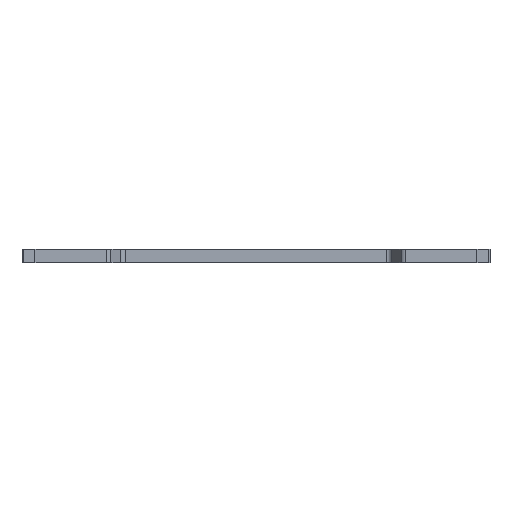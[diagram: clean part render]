
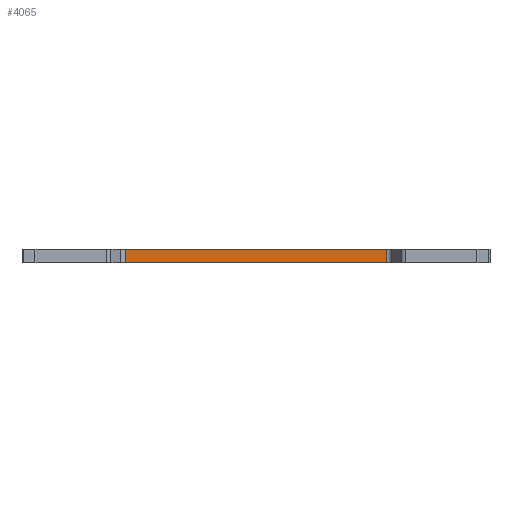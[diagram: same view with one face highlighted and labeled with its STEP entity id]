
A CAD part, left-side view. The second image highlights one B-rep face of the part: STEP entity #4065.
In plain terms, the highlighted planar face has unit normal (-1, 0, 0).
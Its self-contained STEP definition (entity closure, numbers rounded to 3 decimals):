
#549=FACE_OUTER_BOUND('',#790,.T.);
#790=EDGE_LOOP('',(#3313,#3314,#3315,#3316));
#952=LINE('',#5985,#1313);
#1106=LINE('',#6524,#1467);
#1162=LINE('',#6747,#1523);
#1163=LINE('',#6750,#1524);
#1313=VECTOR('',#4700,10.);
#1467=VECTOR('',#5266,10.);
#1523=VECTOR('',#5452,10.);
#1524=VECTOR('',#5457,10.);
#1671=VERTEX_POINT('',#5981);
#1672=VERTEX_POINT('',#5983);
#1851=VERTEX_POINT('',#6523);
#1953=VERTEX_POINT('',#6746);
#2080=EDGE_CURVE('',#1671,#1672,#952,.T.);
#2346=EDGE_CURVE('',#1851,#1671,#1106,.T.);
#2459=EDGE_CURVE('',#1851,#1953,#1162,.T.);
#2461=EDGE_CURVE('',#1953,#1672,#1163,.T.);
#3313=ORIENTED_EDGE('',*,*,#2459,.F.);
#3314=ORIENTED_EDGE('',*,*,#2346,.T.);
#3315=ORIENTED_EDGE('',*,*,#2080,.T.);
#3316=ORIENTED_EDGE('',*,*,#2461,.F.);
#3911=PLANE('',#4476);
#4065=ADVANCED_FACE('',(#549),#3911,.T.);
#4476=AXIS2_PLACEMENT_3D('',#6749,#5455,#5456);
#4700=DIRECTION('',(0.,0.,1.));
#5266=DIRECTION('',(0.,-1.,0.));
#5452=DIRECTION('',(0.,0.,1.));
#5455=DIRECTION('center_axis',(-1.,0.,0.));
#5456=DIRECTION('ref_axis',(0.,-1.,0.));
#5457=DIRECTION('',(0.,-1.,0.));
#5981=CARTESIAN_POINT('',(-41.5,-50.345,0.));
#5983=CARTESIAN_POINT('',(-41.5,-50.345,5.));
#5985=CARTESIAN_POINT('',(-41.5,-50.345,0.));
#6523=CARTESIAN_POINT('',(-41.5,50.345,0.));
#6524=CARTESIAN_POINT('',(-41.5,51.5,0.));
#6746=CARTESIAN_POINT('',(-41.5,50.345,5.));
#6747=CARTESIAN_POINT('',(-41.5,50.345,0.));
#6749=CARTESIAN_POINT('Origin',(-41.5,51.5,0.));
#6750=CARTESIAN_POINT('',(-41.5,51.5,5.));
